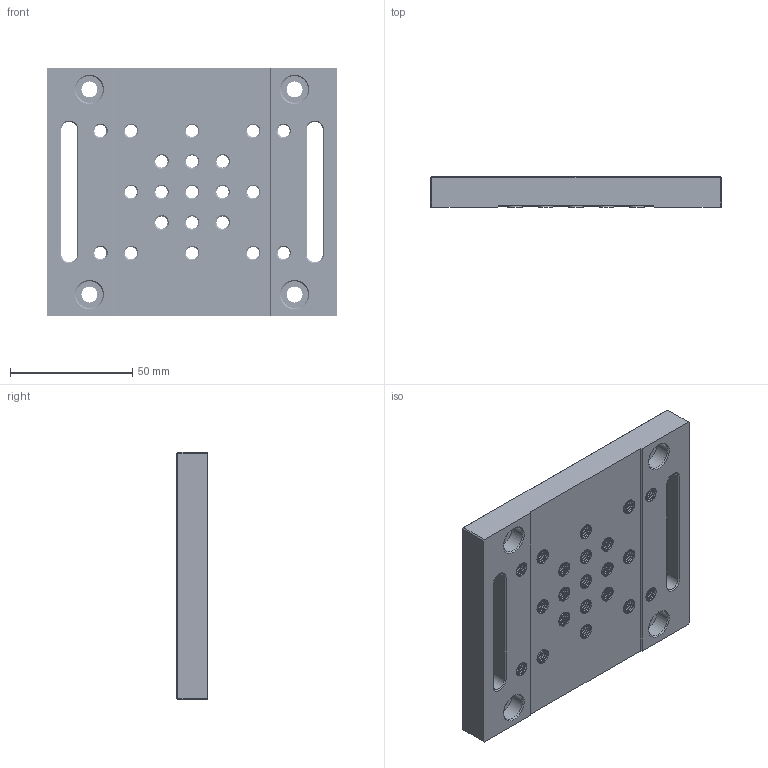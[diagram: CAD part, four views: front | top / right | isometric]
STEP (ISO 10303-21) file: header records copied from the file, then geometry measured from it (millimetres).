
FILE_DESCRIPTION((''),'2;1');
FILE_NAME('OPH95-ML','2023-07-24T10:42:24',('R&D'),(''),'CREO PARAMETRIC BY PTC INC, 2021063','CREO PARAMETRIC BY PTC INC, 2021063','');
FILE_SCHEMA(('CONFIG_CONTROL_DESIGN'));
Products named in the file (1): OPH95-ML
Bounding box: 119 x 12.5 x 101.5 mm (x, y, z)
Volume: 125650.2 mm3; surface area: 42846.2 mm2
Topology: 1 solids, 22 shells, 945 faces, 2556 edges, 1640 vertices
Faces by surface type: cylinder 528, bspline 256, cone 100, plane 61
Entity records: 80609 total; most frequent: CARTESIAN_POINT 60097, ORIENTED_EDGE 5028, DIRECTION 2862, EDGE_CURVE 2556, VERTEX_POINT 1640, B_SPLINE_CURVE_WITH_KNOTS 1390, EDGE_LOOP 1026, AXIS2_PLACEMENT_3D 1006
